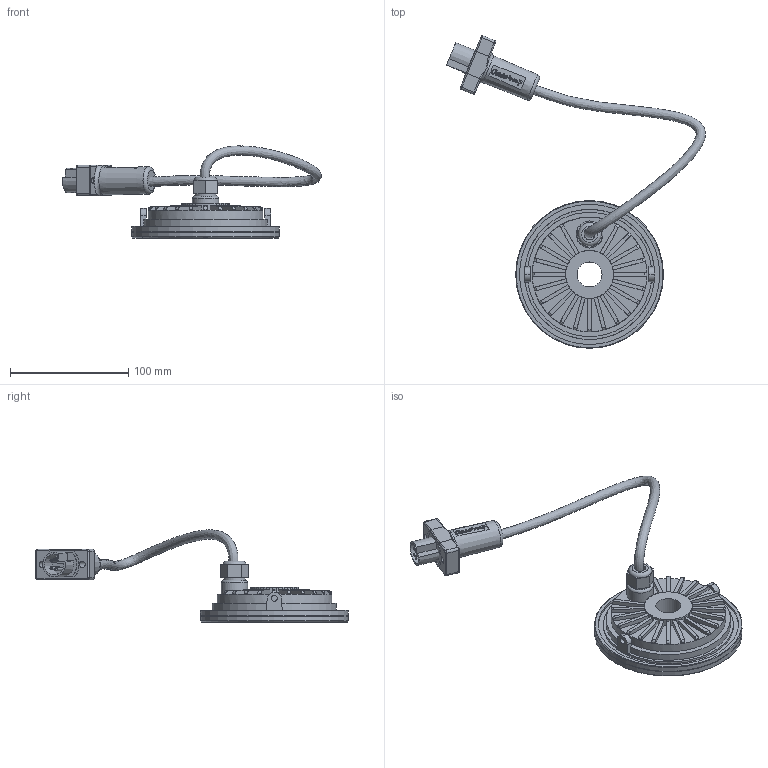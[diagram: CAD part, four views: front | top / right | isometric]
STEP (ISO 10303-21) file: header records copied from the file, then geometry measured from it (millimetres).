
FILE_DESCRIPTION(/* description */ (''),/* implementation_level */ '2;1');
FILE_NAME(/* name */ '72708_ProfiRing LED L RGB Spot_DMX_02.stp',/* time_stamp */ '2019-06-24T10:55:59+02:00',/* author */ ('guzb562'),/* organization */ (''),/* preprocessor_version */ 'ST-DEVELOPER v17.2',/* originating_system */ 'Autodesk Inventor 2019',/* authorisation */ '');
FILE_SCHEMA (('CONFIG_CONTROL_DESIGN'));
Length unit declared in the file: millimetre
Products named in the file (4): 72708 ProfiRing LED; 72708 ProfiRing; stecker female; 50719_Profilux_plane 320_Kabelbaum
Assembly tree (3 placements, depth 2):
  72708 ProfiRing LED
    72708 ProfiRing
    stecker female
    50719_Profilux_plane 320_Kabelbaum
Bounding box: 218.92 x 264.38 x 78.02 mm (x, y, z)
Volume: 271924.5 mm3; surface area: 78249.2 mm2
Topology: 2 solids, 3 shells, 969 faces, 2493 edges, 1614 vertices
Faces by surface type: plane 680, bspline 150, cylinder 123, cone 12, torus 4
Full cylindrical faces by diameter (mm): 5 x2, 5.216 x2, 9.279 x1, 9.308 x6, 9.979 x9, 18.337 x1, 21.045 x1, 22.337 x1, 24.652 x1, 25.074 x1, 85.821 x1, 85.827 x1, 90.038 x1, 92.753 x1, 109.993 x1, 118.695 x1, 125.01 x2
Entity records: 33831 total; most frequent: CARTESIAN_POINT 10047, ORIENTED_EDGE 4984, DIRECTION 4317, EDGE_CURVE 2493, LINE 1757, VECTOR 1757, VERTEX_POINT 1614, AXIS2_PLACEMENT_3D 1280
